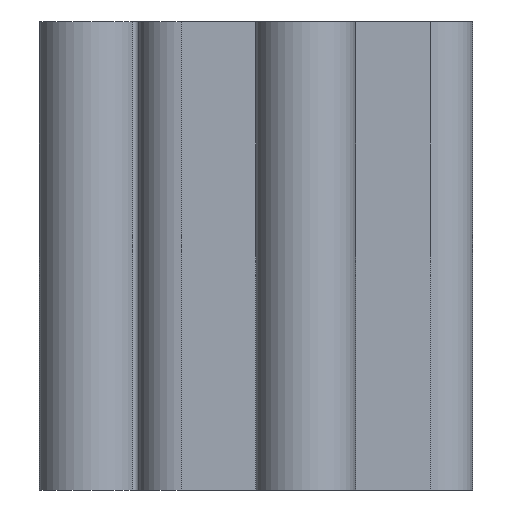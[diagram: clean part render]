
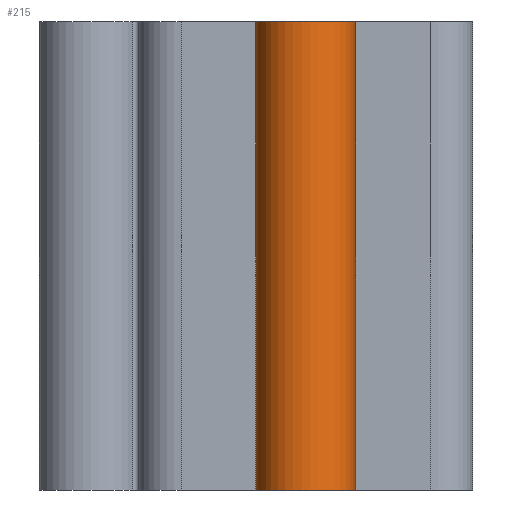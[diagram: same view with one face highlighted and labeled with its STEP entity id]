
A CAD part, left-side view. The second image highlights one B-rep face of the part: STEP entity #215.
In plain terms, the highlighted cylindrical face has radius 2.983 mm (diameter 5.967 mm), a partial arc.
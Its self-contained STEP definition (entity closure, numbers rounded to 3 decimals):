
#215 = ADVANCED_FACE( '', ( #448 ), #449, .T. );
#448 = FACE_OUTER_BOUND( '', #697, .T. );
#449 = CYLINDRICAL_SURFACE( '', #698, 2.984 );
#697 = EDGE_LOOP( '', ( #1299, #1300, #1301, #1302 ) );
#698 = AXIS2_PLACEMENT_3D( '', #1303, #1304, #1305 );
#1299 = ORIENTED_EDGE( '', *, *, #1571, .T. );
#1300 = ORIENTED_EDGE( '', *, *, #1792, .F. );
#1301 = ORIENTED_EDGE( '', *, *, #1793, .F. );
#1302 = ORIENTED_EDGE( '', *, *, #1550, .T. );
#1303 = CARTESIAN_POINT( '', ( -67.484, 10., 14. ) );
#1304 = DIRECTION( '', ( 0., 0., 1. ) );
#1305 = DIRECTION( '', ( -1., 0., 0. ) );
#1550 = EDGE_CURVE( '', #1866, #1864, #1867, .T. );
#1571 = EDGE_CURVE( '', #1864, #1902, #1904, .T. );
#1792 = EDGE_CURVE( '', #2240, #1902, #2241, .T. );
#1793 = EDGE_CURVE( '', #1866, #2240, #2242, .T. );
#1864 = VERTEX_POINT( '', #2327 );
#1866 = VERTEX_POINT( '', #2329 );
#1867 = LINE( '', #2330, #2331 );
#1902 = VERTEX_POINT( '', #2376 );
#1904 = CIRCLE( '', #2378, 2.984 );
#2240 = VERTEX_POINT( '', #3020 );
#2241 = LINE( '', #3021, #3022 );
#2242 = CIRCLE( '', #3023, 2.984 );
#2327 = CARTESIAN_POINT( '', ( -64.875, 11.448, -14. ) );
#2329 = CARTESIAN_POINT( '', ( -64.875, 11.448, 14. ) );
#2330 = CARTESIAN_POINT( '', ( -64.875, 11.448, 14. ) );
#2331 = VECTOR( '', #3165, 1000. );
#2376 = CARTESIAN_POINT( '', ( -64.875, 8.552, -14. ) );
#2378 = AXIS2_PLACEMENT_3D( '', #3197, #3198, #3199 );
#3020 = CARTESIAN_POINT( '', ( -64.875, 8.552, 14. ) );
#3021 = CARTESIAN_POINT( '', ( -64.875, 8.552, 14. ) );
#3022 = VECTOR( '', #3485, 1000. );
#3023 = AXIS2_PLACEMENT_3D( '', #3486, #3487, #3488 );
#3165 = DIRECTION( '', ( 0., 0., -1. ) );
#3197 = CARTESIAN_POINT( '', ( -67.484, 10., -14. ) );
#3198 = DIRECTION( '', ( 0., 0., 1. ) );
#3199 = DIRECTION( '', ( 1., 0., 0. ) );
#3485 = DIRECTION( '', ( 0., 0., -1. ) );
#3486 = CARTESIAN_POINT( '', ( -67.484, 10., 14. ) );
#3487 = DIRECTION( '', ( 0., 0., 1. ) );
#3488 = DIRECTION( '', ( 1., 0., 0. ) );
